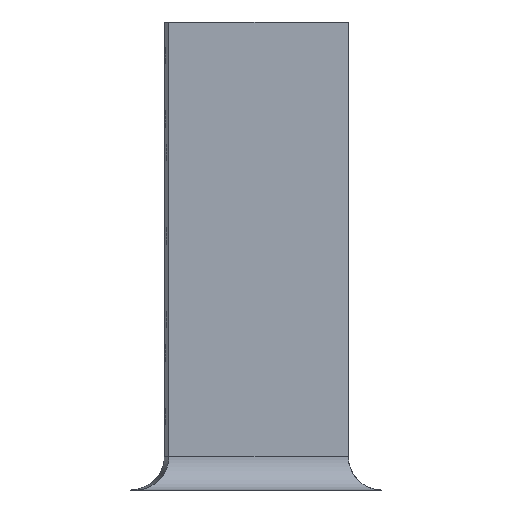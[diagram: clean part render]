
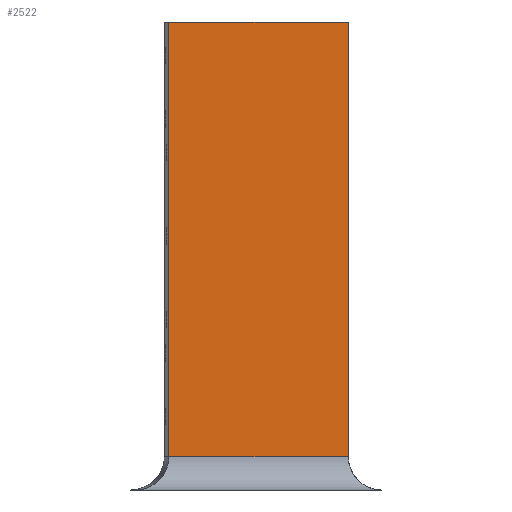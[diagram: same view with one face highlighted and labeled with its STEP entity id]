
A CAD part, left-side view. The second image highlights one B-rep face of the part: STEP entity #2522.
In plain terms, the highlighted planar face has unit normal (-1, 0, 0).
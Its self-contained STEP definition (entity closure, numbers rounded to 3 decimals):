
#70 = VERTEX_POINT ( 'NONE', #1651 ) ;
#78 = DIRECTION ( 'NONE',  ( 0., 0., 1. ) ) ;
#103 = ORIENTED_EDGE ( 'NONE', *, *, #413, .T. ) ;
#199 = ORIENTED_EDGE ( 'NONE', *, *, #554, .T. ) ;
#297 = DIRECTION ( 'NONE',  ( 0., 0., -1. ) ) ;
#413 = EDGE_CURVE ( 'NONE', #70, #2440, #1350, .T. ) ;
#415 = VERTEX_POINT ( 'NONE', #2207 ) ;
#429 = DIRECTION ( 'NONE',  ( 0., 0., -1. ) ) ;
#451 = DIRECTION ( 'NONE',  ( 0., 1., 0. ) ) ;
#554 = EDGE_CURVE ( 'NONE', #2440, #415, #1188, .T. ) ;
#889 = CARTESIAN_POINT ( 'NONE',  ( -220., -27.5, 10. ) ) ;
#1102 = AXIS2_PLACEMENT_3D ( 'NONE', #2395, #1153, #78 ) ;
#1141 = CARTESIAN_POINT ( 'NONE',  ( -220., 26.187, 140. ) ) ;
#1153 = DIRECTION ( 'NONE',  ( -1., 0., 0. ) ) ;
#1188 = LINE ( 'NONE', #1838, #2394 ) ;
#1260 = VECTOR ( 'NONE', #429, 1000. ) ;
#1283 = DIRECTION ( 'NONE',  ( 0., -1., 0. ) ) ;
#1323 = CARTESIAN_POINT ( 'NONE',  ( -220., -27.5, 140. ) ) ;
#1350 = LINE ( 'NONE', #1744, #2104 ) ;
#1354 = FACE_OUTER_BOUND ( 'NONE', #1684, .T. ) ;
#1355 = EDGE_CURVE ( 'NONE', #70, #1896, #2182, .T. ) ;
#1651 = CARTESIAN_POINT ( 'NONE',  ( -220., -27.5, 140. ) ) ;
#1652 = ORIENTED_EDGE ( 'NONE', *, *, #1355, .F. ) ;
#1684 = EDGE_LOOP ( 'NONE', ( #199, #1907, #1652, #103 ) ) ;
#1743 = CARTESIAN_POINT ( 'NONE',  ( -220., -27.5, 10. ) ) ;
#1744 = CARTESIAN_POINT ( 'NONE',  ( -220., -27.5, 140. ) ) ;
#1838 = CARTESIAN_POINT ( 'NONE',  ( -220., 26.187, 140. ) ) ;
#1895 = EDGE_CURVE ( 'NONE', #415, #1896, #2347, .T. ) ;
#1896 = VERTEX_POINT ( 'NONE', #1743 ) ;
#1907 = ORIENTED_EDGE ( 'NONE', *, *, #1895, .T. ) ;
#2104 = VECTOR ( 'NONE', #451, 1000. ) ;
#2182 = LINE ( 'NONE', #1323, #1260 ) ;
#2207 = CARTESIAN_POINT ( 'NONE',  ( -220., 26.187, 10. ) ) ;
#2347 = LINE ( 'NONE', #889, #2378 ) ;
#2367 = PLANE ( 'NONE',  #1102 ) ;
#2378 = VECTOR ( 'NONE', #1283, 1000. ) ;
#2394 = VECTOR ( 'NONE', #297, 1000. ) ;
#2395 = CARTESIAN_POINT ( 'NONE',  ( -220., -27.5, 140. ) ) ;
#2440 = VERTEX_POINT ( 'NONE', #1141 ) ;
#2522 = ADVANCED_FACE ( 'NONE', ( #1354 ), #2367, .T. ) ;
